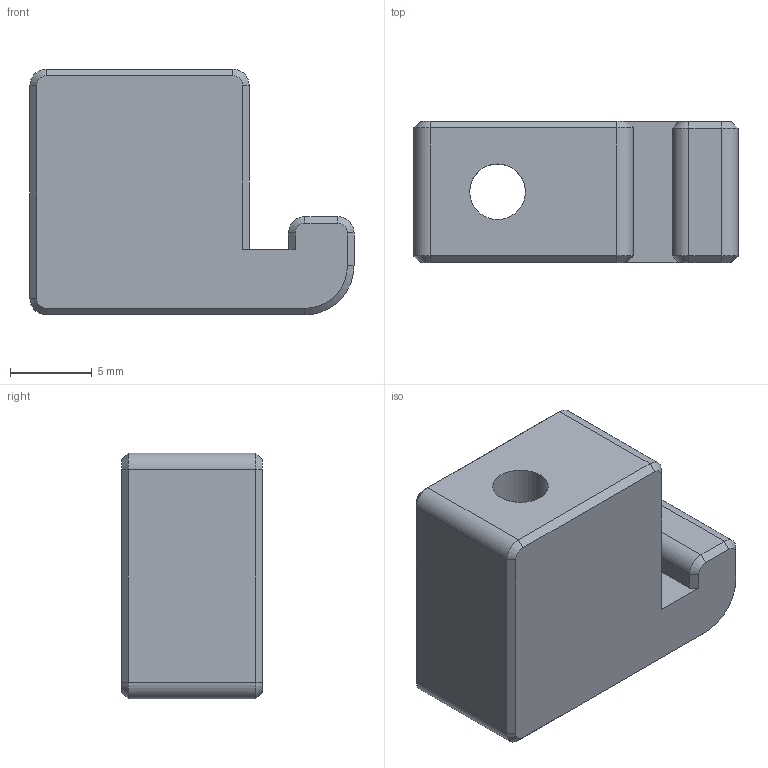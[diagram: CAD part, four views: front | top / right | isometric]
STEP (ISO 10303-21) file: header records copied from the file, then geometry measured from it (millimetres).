
FILE_DESCRIPTION(/* description */ (''),/* implementation_level */ '2;1');
FILE_NAME(/* name */ 'Tensioner Acc.stp',/* time_stamp */ '2024-08-28T19:18:56-06:00',/* author */ ('PC'),/* organization */ (''),/* preprocessor_version */ 'ST-DEVELOPER v20',/* originating_system */ 'Autodesk Inventor 2025',/* authorisation */ '');
FILE_SCHEMA (('AUTOMOTIVE_DESIGN { 1 0 10303 214 3 1 1 }'));
Length unit declared in the file: millimetre
Products named in the file (1): Tensioner
Bounding box: 19.78 x 8.6 x 15 mm (x, y, z)
Volume: 1809.2 mm3; surface area: 1192 mm2
Topology: 1 solids, 1 shells, 45 faces, 102 edges, 60 vertices
Faces by surface type: plane 25, cone 12, cylinder 8
Full cylindrical faces by diameter (mm): 3.4 x1, 4.7 x1
Entity records: 1288 total; most frequent: DIRECTION 222, CARTESIAN_POINT 208, ORIENTED_EDGE 204, EDGE_CURVE 102, LINE 74, VECTOR 74, AXIS2_PLACEMENT_3D 74, VERTEX_POINT 60
